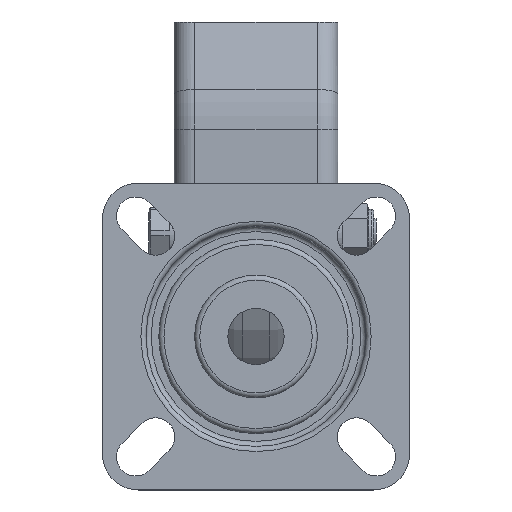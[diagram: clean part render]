
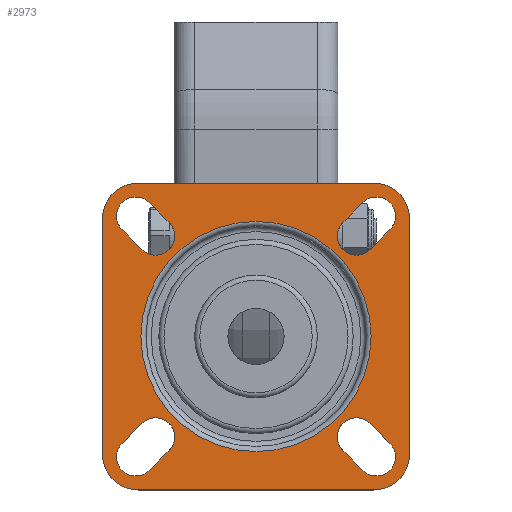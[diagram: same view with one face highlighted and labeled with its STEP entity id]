
A CAD part, top view. The second image highlights one B-rep face of the part: STEP entity #2973.
In plain terms, the highlighted planar face has unit normal (0, 0, 1).
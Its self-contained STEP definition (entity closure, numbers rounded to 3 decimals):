
#199=LINE('',#4534,#349);
#201=LINE('',#4538,#351);
#207=LINE('',#4568,#357);
#209=LINE('',#4572,#359);
#215=LINE('',#4602,#365);
#217=LINE('',#4606,#367);
#225=LINE('',#4655,#375);
#226=LINE('',#4660,#376);
#227=LINE('',#4664,#377);
#228=LINE('',#4668,#378);
#229=LINE('',#4673,#379);
#230=LINE('',#4678,#380);
#349=VECTOR('',#3786,1000.);
#351=VECTOR('',#3790,1000.);
#357=VECTOR('',#3812,1000.);
#359=VECTOR('',#3816,1000.);
#365=VECTOR('',#3838,1000.);
#367=VECTOR('',#3842,1000.);
#375=VECTOR('',#3884,1000.);
#376=VECTOR('',#3887,1000.);
#377=VECTOR('',#3890,1000.);
#378=VECTOR('',#3893,1000.);
#379=VECTOR('',#3898,1000.);
#380=VECTOR('',#3901,1000.);
#455=PLANE('',#3239);
#1006=ORIENTED_EDGE('',*,*,#1384,.T.);
#1007=ORIENTED_EDGE('',*,*,#1385,.T.);
#1008=ORIENTED_EDGE('',*,*,#1386,.T.);
#1009=ORIENTED_EDGE('',*,*,#1387,.T.);
#1010=ORIENTED_EDGE('',*,*,#1388,.T.);
#1011=ORIENTED_EDGE('',*,*,#1389,.T.);
#1012=ORIENTED_EDGE('',*,*,#1390,.T.);
#1013=ORIENTED_EDGE('',*,*,#1391,.T.);
#1014=ORIENTED_EDGE('',*,*,#1392,.T.);
#1015=ORIENTED_EDGE('',*,*,#1333,.T.);
#1016=ORIENTED_EDGE('',*,*,#1327,.T.);
#1017=ORIENTED_EDGE('',*,*,#1331,.T.);
#1018=ORIENTED_EDGE('',*,*,#1338,.T.);
#1019=ORIENTED_EDGE('',*,*,#1347,.T.);
#1020=ORIENTED_EDGE('',*,*,#1341,.T.);
#1021=ORIENTED_EDGE('',*,*,#1345,.T.);
#1022=ORIENTED_EDGE('',*,*,#1352,.T.);
#1023=ORIENTED_EDGE('',*,*,#1361,.T.);
#1024=ORIENTED_EDGE('',*,*,#1355,.T.);
#1025=ORIENTED_EDGE('',*,*,#1359,.T.);
#1026=ORIENTED_EDGE('',*,*,#1366,.T.);
#1027=ORIENTED_EDGE('',*,*,#1393,.T.);
#1028=ORIENTED_EDGE('',*,*,#1394,.T.);
#1029=ORIENTED_EDGE('',*,*,#1395,.T.);
#1030=ORIENTED_EDGE('',*,*,#1396,.T.);
#1327=EDGE_CURVE('',#1567,#1566,#1719,.T.);
#1331=EDGE_CURVE('',#1566,#1569,#199,.T.);
#1333=EDGE_CURVE('',#1571,#1567,#201,.T.);
#1338=EDGE_CURVE('',#1569,#1571,#1722,.T.);
#1341=EDGE_CURVE('',#1577,#1576,#1724,.T.);
#1345=EDGE_CURVE('',#1576,#1579,#207,.T.);
#1347=EDGE_CURVE('',#1581,#1577,#209,.T.);
#1352=EDGE_CURVE('',#1579,#1581,#1727,.T.);
#1355=EDGE_CURVE('',#1587,#1586,#1729,.T.);
#1359=EDGE_CURVE('',#1586,#1589,#215,.T.);
#1361=EDGE_CURVE('',#1591,#1587,#217,.T.);
#1366=EDGE_CURVE('',#1589,#1591,#1732,.T.);
#1384=EDGE_CURVE('',#1608,#1609,#225,.T.);
#1385=EDGE_CURVE('',#1609,#1610,#1744,.T.);
#1386=EDGE_CURVE('',#1610,#1611,#226,.T.);
#1387=EDGE_CURVE('',#1611,#1612,#1745,.T.);
#1388=EDGE_CURVE('',#1612,#1613,#227,.T.);
#1389=EDGE_CURVE('',#1613,#1614,#1746,.T.);
#1390=EDGE_CURVE('',#1614,#1615,#228,.T.);
#1391=EDGE_CURVE('',#1615,#1608,#1747,.T.);
#1392=EDGE_CURVE('',#1616,#1616,#1748,.F.);
#1393=EDGE_CURVE('',#1617,#1618,#229,.T.);
#1394=EDGE_CURVE('',#1618,#1619,#1749,.T.);
#1395=EDGE_CURVE('',#1619,#1620,#230,.T.);
#1396=EDGE_CURVE('',#1620,#1617,#1750,.T.);
#1566=VERTEX_POINT('',#4525);
#1567=VERTEX_POINT('',#4527);
#1569=VERTEX_POINT('',#4533);
#1571=VERTEX_POINT('',#4539);
#1576=VERTEX_POINT('',#4559);
#1577=VERTEX_POINT('',#4561);
#1579=VERTEX_POINT('',#4567);
#1581=VERTEX_POINT('',#4573);
#1586=VERTEX_POINT('',#4593);
#1587=VERTEX_POINT('',#4595);
#1589=VERTEX_POINT('',#4601);
#1591=VERTEX_POINT('',#4607);
#1608=VERTEX_POINT('',#4656);
#1609=VERTEX_POINT('',#4657);
#1610=VERTEX_POINT('',#4659);
#1611=VERTEX_POINT('',#4661);
#1612=VERTEX_POINT('',#4663);
#1613=VERTEX_POINT('',#4665);
#1614=VERTEX_POINT('',#4667);
#1615=VERTEX_POINT('',#4669);
#1616=VERTEX_POINT('',#4672);
#1617=VERTEX_POINT('',#4674);
#1618=VERTEX_POINT('',#4675);
#1619=VERTEX_POINT('',#4677);
#1620=VERTEX_POINT('',#4679);
#1719=CIRCLE('',#3202,3.75);
#1722=CIRCLE('',#3208,3.75);
#1724=CIRCLE('',#3211,3.75);
#1727=CIRCLE('',#3217,3.75);
#1729=CIRCLE('',#3220,3.75);
#1732=CIRCLE('',#3226,3.75);
#1744=CIRCLE('',#3240,7.);
#1745=CIRCLE('',#3241,7.);
#1746=CIRCLE('',#3242,7.);
#1747=CIRCLE('',#3243,7.);
#1748=CIRCLE('',#3244,22.5);
#1749=CIRCLE('',#3245,3.75);
#1750=CIRCLE('',#3246,3.75);
#1906=EDGE_LOOP('',(#1006,#1007,#1008,#1009,#1010,#1011,#1012,#1013));
#1907=EDGE_LOOP('',(#1014));
#1908=EDGE_LOOP('',(#1015,#1016,#1017,#1018));
#1909=EDGE_LOOP('',(#1019,#1020,#1021,#1022));
#1910=EDGE_LOOP('',(#1023,#1024,#1025,#1026));
#1911=EDGE_LOOP('',(#1027,#1028,#1029,#1030));
#2091=FACE_BOUND('',#1906,.T.);
#2092=FACE_BOUND('',#1907,.T.);
#2093=FACE_BOUND('',#1908,.T.);
#2094=FACE_BOUND('',#1909,.T.);
#2095=FACE_BOUND('',#1910,.T.);
#2096=FACE_BOUND('',#1911,.T.);
#2973=ADVANCED_FACE('',(#2091,#2092,#2093,#2094,#2095,#2096),#455,.T.);
#3202=AXIS2_PLACEMENT_3D('',#4526,#3779,#3780);
#3208=AXIS2_PLACEMENT_3D('',#4553,#3798,#3799);
#3211=AXIS2_PLACEMENT_3D('',#4560,#3805,#3806);
#3217=AXIS2_PLACEMENT_3D('',#4587,#3824,#3825);
#3220=AXIS2_PLACEMENT_3D('',#4594,#3831,#3832);
#3226=AXIS2_PLACEMENT_3D('',#4621,#3850,#3851);
#3239=AXIS2_PLACEMENT_3D('',#4654,#3882,#3883);
#3240=AXIS2_PLACEMENT_3D('',#4658,#3885,#3886);
#3241=AXIS2_PLACEMENT_3D('',#4662,#3888,#3889);
#3242=AXIS2_PLACEMENT_3D('',#4666,#3891,#3892);
#3243=AXIS2_PLACEMENT_3D('',#4670,#3894,#3895);
#3244=AXIS2_PLACEMENT_3D('',#4671,#3896,#3897);
#3245=AXIS2_PLACEMENT_3D('',#4676,#3899,#3900);
#3246=AXIS2_PLACEMENT_3D('',#4680,#3902,#3903);
#3779=DIRECTION('',(0.,0.,-1.));
#3780=DIRECTION('',(1.,0.,0.));
#3786=DIRECTION('',(0.707,-0.707,0.));
#3790=DIRECTION('',(-0.707,0.707,0.));
#3798=DIRECTION('',(0.,0.,-1.));
#3799=DIRECTION('',(-1.,0.,0.));
#3805=DIRECTION('',(0.,0.,-1.));
#3806=DIRECTION('',(0.,-1.,0.));
#3812=DIRECTION('',(-0.707,-0.707,0.));
#3816=DIRECTION('',(0.707,0.707,0.));
#3824=DIRECTION('',(0.,0.,-1.));
#3825=DIRECTION('',(0.,1.,0.));
#3831=DIRECTION('',(0.,0.,-1.));
#3832=DIRECTION('',(-1.,0.,0.));
#3838=DIRECTION('',(-0.707,0.707,0.));
#3842=DIRECTION('',(0.707,-0.707,0.));
#3850=DIRECTION('',(0.,0.,-1.));
#3851=DIRECTION('',(1.,0.,0.));
#3882=DIRECTION('',(0.,0.,1.));
#3883=DIRECTION('',(1.,0.,0.));
#3884=DIRECTION('',(-1.,0.,0.));
#3885=DIRECTION('',(0.,0.,1.));
#3886=DIRECTION('',(1.,0.,0.));
#3887=DIRECTION('',(0.,-1.,0.));
#3888=DIRECTION('',(0.,0.,1.));
#3889=DIRECTION('',(1.,0.,0.));
#3890=DIRECTION('',(1.,0.,0.));
#3891=DIRECTION('',(0.,0.,1.));
#3892=DIRECTION('',(1.,0.,0.));
#3893=DIRECTION('',(0.,1.,0.));
#3894=DIRECTION('',(0.,0.,1.));
#3895=DIRECTION('',(1.,0.,0.));
#3896=DIRECTION('',(0.,0.,1.));
#3897=DIRECTION('',(1.,0.,0.));
#3898=DIRECTION('',(-0.707,-0.707,0.));
#3899=DIRECTION('',(0.,0.,-1.));
#3900=DIRECTION('',(0.,1.,0.));
#3901=DIRECTION('',(0.707,0.707,0.));
#3902=DIRECTION('',(0.,0.,-1.));
#3903=DIRECTION('',(0.,-1.,0.));
#4525=CARTESIAN_POINT('',(-20.879,26.182,0.));
#4526=CARTESIAN_POINT('',(-23.53,23.53,0.));
#4527=CARTESIAN_POINT('',(-26.182,20.879,0.));
#4533=CARTESIAN_POINT('',(-16.99,22.293,0.));
#4534=CARTESIAN_POINT('',(-20.879,26.182,0.));
#4538=CARTESIAN_POINT('',(-26.182,20.879,0.));
#4539=CARTESIAN_POINT('',(-22.293,16.99,0.));
#4553=CARTESIAN_POINT('',(-19.641,19.641,0.));
#4559=CARTESIAN_POINT('',(26.182,20.879,0.));
#4560=CARTESIAN_POINT('',(23.53,23.53,0.));
#4561=CARTESIAN_POINT('',(20.879,26.182,0.));
#4567=CARTESIAN_POINT('',(22.293,16.99,0.));
#4568=CARTESIAN_POINT('',(26.182,20.879,0.));
#4572=CARTESIAN_POINT('',(20.879,26.182,0.));
#4573=CARTESIAN_POINT('',(16.99,22.293,0.));
#4587=CARTESIAN_POINT('',(19.641,19.641,0.));
#4593=CARTESIAN_POINT('',(20.879,-26.182,0.));
#4594=CARTESIAN_POINT('',(23.53,-23.53,0.));
#4595=CARTESIAN_POINT('',(26.182,-20.879,0.));
#4601=CARTESIAN_POINT('',(16.99,-22.293,0.));
#4602=CARTESIAN_POINT('',(20.879,-26.182,0.));
#4606=CARTESIAN_POINT('',(26.182,-20.879,0.));
#4607=CARTESIAN_POINT('',(22.293,-16.99,0.));
#4621=CARTESIAN_POINT('',(19.641,-19.641,0.));
#4654=CARTESIAN_POINT('',(0.,0.,0.));
#4655=CARTESIAN_POINT('',(30.,30.,0.));
#4656=CARTESIAN_POINT('',(23.,30.,0.));
#4657=CARTESIAN_POINT('',(-23.,30.,0.));
#4658=CARTESIAN_POINT('',(-23.,23.,0.));
#4659=CARTESIAN_POINT('',(-30.,23.,0.));
#4660=CARTESIAN_POINT('',(-30.,30.,0.));
#4661=CARTESIAN_POINT('',(-30.,-23.,0.));
#4662=CARTESIAN_POINT('',(-23.,-23.,0.));
#4663=CARTESIAN_POINT('',(-23.,-30.,0.));
#4664=CARTESIAN_POINT('',(-30.,-30.,0.));
#4665=CARTESIAN_POINT('',(23.,-30.,0.));
#4666=CARTESIAN_POINT('',(23.,-23.,0.));
#4667=CARTESIAN_POINT('',(30.,-23.,0.));
#4668=CARTESIAN_POINT('',(30.,-30.,0.));
#4669=CARTESIAN_POINT('',(30.,23.,0.));
#4670=CARTESIAN_POINT('',(23.,23.,0.));
#4671=CARTESIAN_POINT('',(0.,0.,0.));
#4672=CARTESIAN_POINT('',(22.5,0.,0.));
#4673=CARTESIAN_POINT('',(-20.879,-26.182,0.));
#4674=CARTESIAN_POINT('',(-16.99,-22.293,0.));
#4675=CARTESIAN_POINT('',(-20.879,-26.182,0.));
#4676=CARTESIAN_POINT('',(-23.53,-23.53,0.));
#4677=CARTESIAN_POINT('',(-26.182,-20.879,0.));
#4678=CARTESIAN_POINT('',(-26.182,-20.879,0.));
#4679=CARTESIAN_POINT('',(-22.293,-16.99,0.));
#4680=CARTESIAN_POINT('',(-19.641,-19.641,0.));
